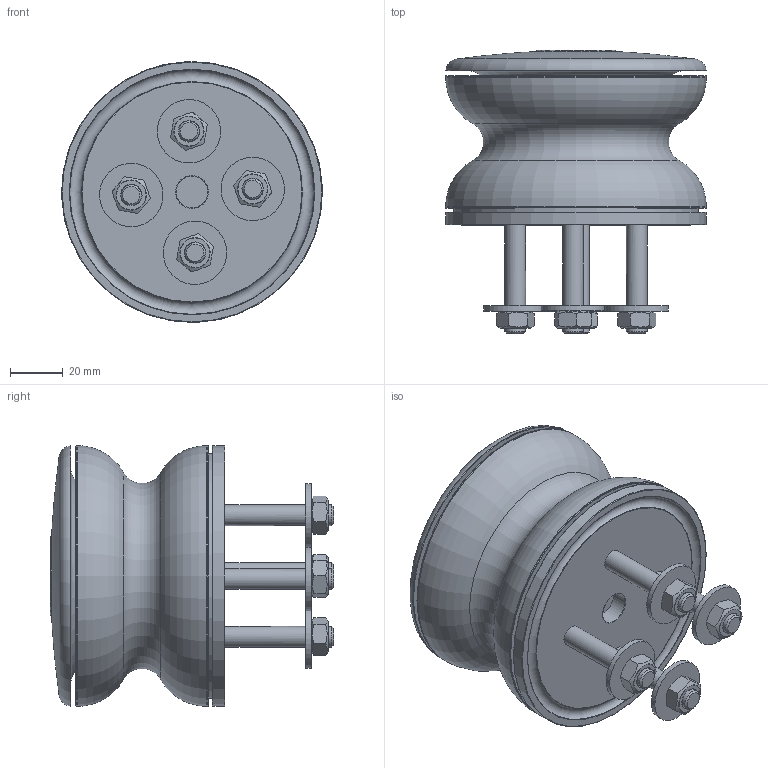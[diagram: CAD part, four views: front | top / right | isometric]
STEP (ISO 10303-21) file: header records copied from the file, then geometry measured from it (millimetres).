
FILE_DESCRIPTION(/* description */ (''),/* implementation_level */ '2;1');
FILE_NAME(/* name */ '821.100.stp',/* time_stamp */ '2021-05-12T15:51:09+02:00',/* author */ ('lucade'),/* organization */ (''),/* preprocessor_version */ 'ST-DEVELOPER v18.1',/* originating_system */ 'Autodesk Inventor 2021',/* authorisation */ '');
FILE_SCHEMA (('AUTOMOTIVE_DESIGN { 1 0 10303 214 3 1 1 }'));
Length unit declared in the file: millimetre
Products named in the file (1): 21051203
Bounding box: 98.6 x 107.1 x 98.6 mm (x, y, z)
Volume: 411612.9 mm3; surface area: 53307 mm2
Topology: 1 solids, 3 shells, 138 faces, 292 edges, 187 vertices
Faces by surface type: plane 57, torus 34, cylinder 26, cone 20, bspline 1
Full cylindrical faces by diameter (mm): 7.8 x8, 8.4 x4, 9.5 x1, 12 x1, 16 x1, 23.9 x1, 24 x5, 29.9 x1, 92.617 x1, 98.6 x3
Entity records: 3779 total; most frequent: CARTESIAN_POINT 740, DIRECTION 694, ORIENTED_EDGE 584, AXIS2_PLACEMENT_3D 312, EDGE_CURVE 292, VERTEX_POINT 187, CIRCLE 174, EDGE_LOOP 169
